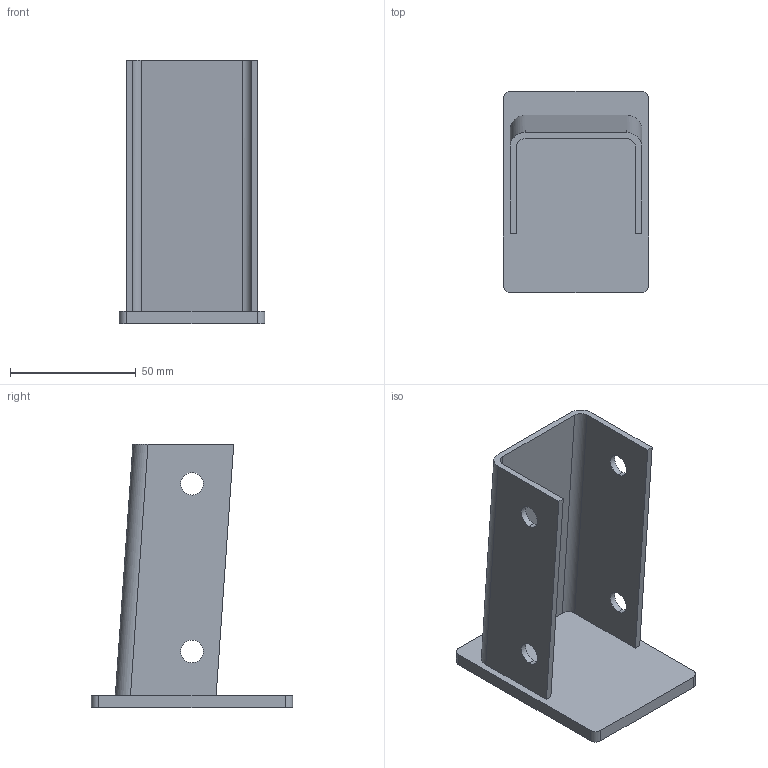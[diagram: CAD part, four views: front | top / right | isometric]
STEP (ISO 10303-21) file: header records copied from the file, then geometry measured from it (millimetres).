
FILE_DESCRIPTION (( 'STEP AP214' ), '1' );
FILE_NAME ('0027515.step', '2021-12-03T06:37:40', ( '' ), ( '' ), 'SwSTEP 2.0', 'SolidWorks 2020', '' );
FILE_SCHEMA (( 'AUTOMOTIVE_DESIGN' ));
Length unit declared in the file: millimetre
Products named in the file (1): 0027515
Bounding box: 58 x 80 x 105 mm (x, y, z)
Volume: 53456.2 mm3; surface area: 35638.6 mm2
Topology: 1 solids, 1 shells, 31 faces, 84 edges, 56 vertices
Faces by surface type: cylinder 16, plane 15
Entity records: 1032 total; most frequent: CARTESIAN_POINT 196, ORIENTED_EDGE 168, DIRECTION 164, EDGE_CURVE 84, AXIS2_PLACEMENT_3D 56, VERTEX_POINT 56, VECTOR 52, LINE 52
